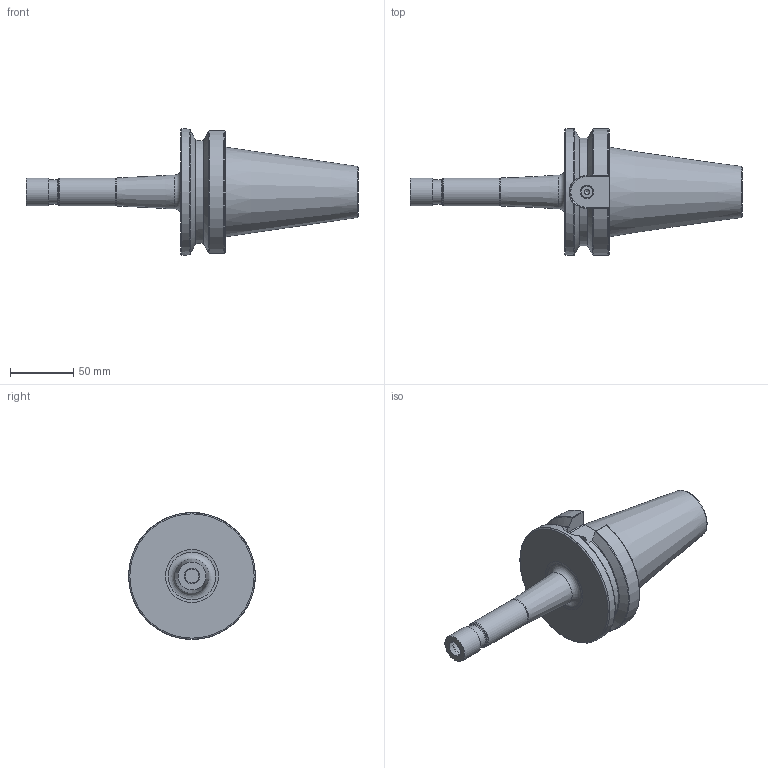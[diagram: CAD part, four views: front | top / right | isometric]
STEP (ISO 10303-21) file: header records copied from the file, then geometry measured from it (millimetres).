
FILE_DESCRIPTION(/* description */ (''),/* implementation_level */ '2;1');
FILE_NAME(/* name */ 'ABT50-ER-16-160-M.stp',/* time_stamp */ '2024-12-13T11:19:25+03:00',/* author */ (''),/* organization */ (''),/* preprocessor_version */ 'ST-DEVELOPER v19.4',/* originating_system */ 'SIEMENS PLM Software NX2306.3001',/* authorisation */ '');
FILE_SCHEMA (('AP203_CONFIGURATION_CONTROLLED_3D_DESIGN_OF_MECHANICAL_PARTS_AND_ASSEMBLIES_MIM_LF { 1 0 10303 403 2 1 2}'));
Length unit declared in the file: millimetre
Products named in the file (1): ABT50-ER-16-160-M-light
Bounding box: 261.8 x 100 x 100 mm (x, y, z)
Volume: 539335.1 mm3; surface area: 54933.3 mm2
Topology: 1 solids, 1 shells, 90 faces, 221 edges, 140 vertices
Faces by surface type: plane 27, cylinder 22, cone 20, torus 19, bspline 2
Full cylindrical faces by diameter (mm): 4 x1, 10 x1, 11 x1, 19 x1, 19.7 x1, 22 x2, 100 x1
Entity records: 2937 total; most frequent: CARTESIAN_POINT 944, DIRECTION 388, ORIENTED_EDGE 368, EDGE_CURVE 184, AXIS2_PLACEMENT_3D 167, VERTEX_POINT 133, EDGE_LOOP 126, ADVANCED_FACE 90
